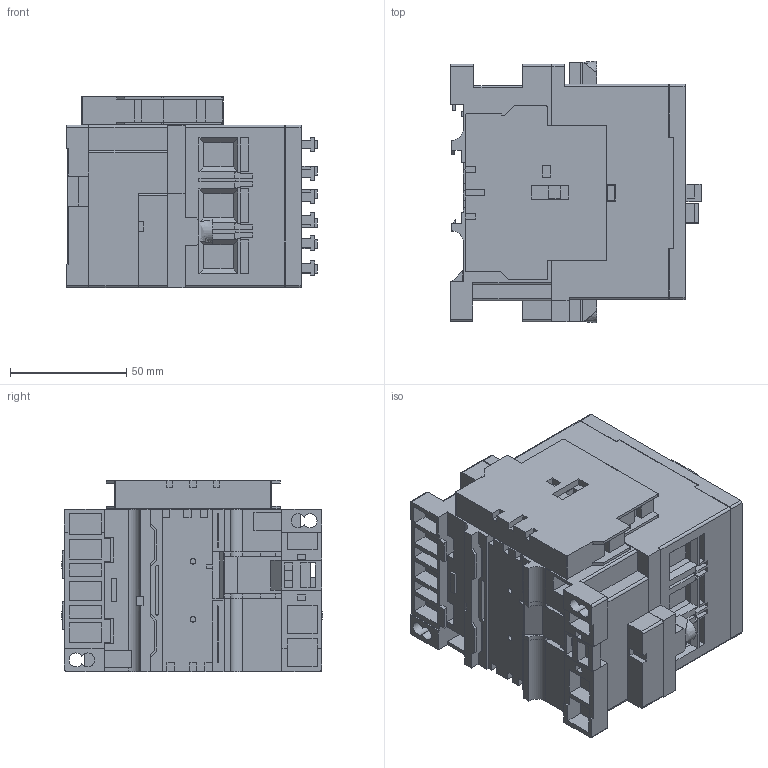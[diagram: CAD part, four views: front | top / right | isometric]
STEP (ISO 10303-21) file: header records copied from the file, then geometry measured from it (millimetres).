
FILE_DESCRIPTION (( 'STEP AP203' ), '1' );
FILE_NAME ('BA63-30-11-55.STEP', '2016-01-18T12:29:24', ( '' ), ( '' ), 'SwSTEP 2.0', 'SolidWorks 2013', '' );
FILE_SCHEMA (( 'CONFIG_CONTROL_DESIGN' ));
Length unit declared in the file: millimetre
Products named in the file (1): BA63-30-11-55
Bounding box: 108 x 112.7 x 82.35 mm (x, y, z)
Volume: 667705.7 mm3; surface area: 112768.1 mm2
Topology: 4 solids, 4 shells, 989 faces, 2680 edges, 1765 vertices
Faces by surface type: plane 871, cylinder 115, bspline 3
Entity records: 30999 total; most frequent: CARTESIAN_POINT 5703, ORIENTED_EDGE 5360, DIRECTION 4886, EDGE_CURVE 2680, LINE 2430, VECTOR 2430, VERTEX_POINT 1765, AXIS2_PLACEMENT_3D 1228
